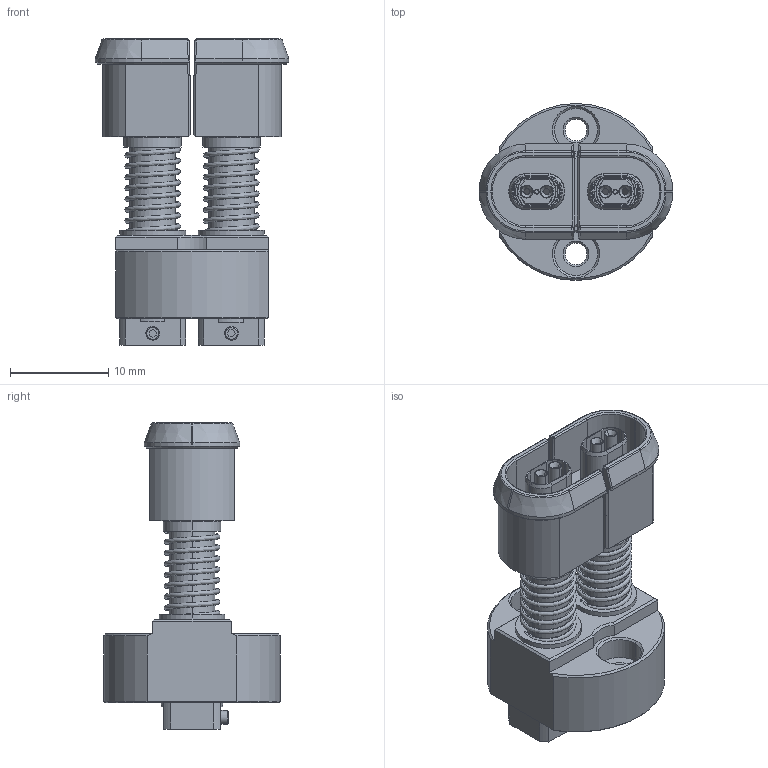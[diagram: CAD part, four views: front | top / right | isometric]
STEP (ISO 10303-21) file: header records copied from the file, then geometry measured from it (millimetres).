
FILE_DESCRIPTION (( 'STEP AP214' ), '1' );
FILE_NAME ('MOD-1089789-HF77-0003BG02-1WP.STEP', '2024-04-11T11:37:31', ( 'FEINMETALL GmbH ' ), ( 'FEINMETALL GmbH ' ), 'SwSTEP 2.0', 'SolidWorks 2020', '' );
FILE_SCHEMA (( 'AUTOMOTIVE_DESIGN' ));
Length unit declared in the file: millimetre
Products named in the file (1): MOD-1089789-HF77-0003BG02-1WP
Bounding box: 19.7 x 18 x 31.16 mm (x, y, z)
Volume: 2931.6 mm3; surface area: 4475.4 mm2
Topology: 3 solids, 3 shells, 1365 faces, 3833 edges, 2422 vertices
Faces by surface type: plane 686, cylinder 325, cone 302, torus 32, sphere 16, bspline 4
Entity records: 62335 total; most frequent: CARTESIAN_POINT 12899, ORIENTED_EDGE 7578, DIRECTION 7398, EDGE_CURVE 3789, AXIS2_PLACEMENT_3D 2778, VERTEX_POINT 2414, VECTOR 1842, LINE 1842
